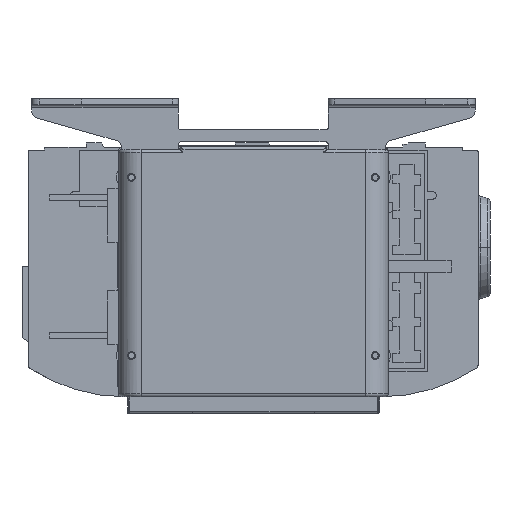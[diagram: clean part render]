
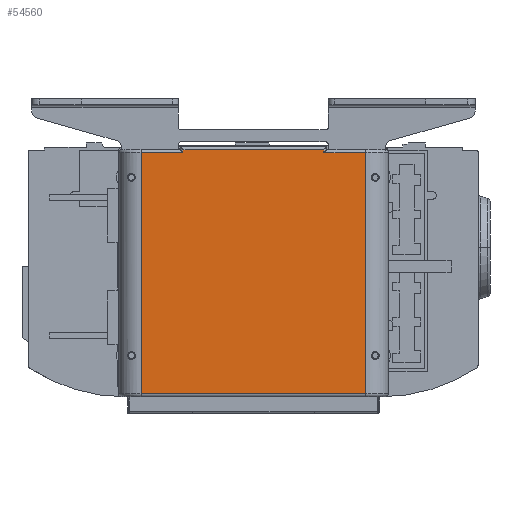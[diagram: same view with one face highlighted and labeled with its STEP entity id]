
A CAD part, left-side view. The second image highlights one B-rep face of the part: STEP entity #54560.
In plain terms, the highlighted face is planar.
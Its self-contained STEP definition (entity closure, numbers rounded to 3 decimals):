
#54013=DIRECTION('',(0.,0.,-1.));
#54014=VECTOR('',#54013,150.);
#54015=CARTESIAN_POINT('',(15.,85.,75.));
#54016=LINE('',#54015,#54014);
#54017=DIRECTION('',(0.,1.,0.));
#54018=VECTOR('',#54017,161.);
#54019=CARTESIAN_POINT('',(15.,-76.,-75.));
#54020=LINE('',#54019,#54018);
#54021=DIRECTION('',(0.,0.,1.));
#54022=VECTOR('',#54021,28.);
#54023=CARTESIAN_POINT('',(15.,-76.,-75.));
#54024=LINE('',#54023,#54022);
#54025=DIRECTION('',(0.,1.,0.));
#54026=VECTOR('',#54025,2.);
#54027=CARTESIAN_POINT('',(15.,-78.,-47.));
#54028=LINE('',#54027,#54026);
#54029=DIRECTION('',(0.,0.,-1.));
#54030=VECTOR('',#54029,94.);
#54031=CARTESIAN_POINT('',(15.,-78.,47.));
#54032=LINE('',#54031,#54030);
#54033=DIRECTION('',(0.,-1.,0.));
#54034=VECTOR('',#54033,2.);
#54035=CARTESIAN_POINT('',(15.,-76.,47.));
#54036=LINE('',#54035,#54034);
#54037=DIRECTION('',(0.,0.,-1.));
#54038=VECTOR('',#54037,28.);
#54039=CARTESIAN_POINT('',(15.,-76.,75.));
#54040=LINE('',#54039,#54038);
#54041=DIRECTION('',(0.,-1.,0.));
#54042=VECTOR('',#54041,161.);
#54043=CARTESIAN_POINT('',(15.,85.,75.));
#54044=LINE('',#54043,#54042);
#54091=CARTESIAN_POINT('',(15.,85.,-75.));
#54092=VERTEX_POINT('',#54091);
#54097=CARTESIAN_POINT('',(15.,85.,75.));
#54098=VERTEX_POINT('',#54097);
#54107=CARTESIAN_POINT('',(15.,-76.,75.));
#54108=VERTEX_POINT('',#54107);
#54113=CARTESIAN_POINT('',(15.,-76.,47.));
#54114=VERTEX_POINT('',#54113);
#54117=CARTESIAN_POINT('',(15.,-78.,47.));
#54118=VERTEX_POINT('',#54117);
#54121=CARTESIAN_POINT('',(15.,-78.,-47.));
#54122=VERTEX_POINT('',#54121);
#54125=CARTESIAN_POINT('',(15.,-76.,-47.));
#54126=VERTEX_POINT('',#54125);
#54133=CARTESIAN_POINT('',(15.,-76.,-75.));
#54134=VERTEX_POINT('',#54133);
#54543=CARTESIAN_POINT('',(15.,0.,0.));
#54544=DIRECTION('',(1.,0.,0.));
#54545=DIRECTION('',(0.,0.,-1.));
#54546=AXIS2_PLACEMENT_3D('',#54543,#54544,#54545);
#54547=PLANE('',#54546);
#54549=ORIENTED_EDGE('',*,*,#54548,.T.);
#54550=ORIENTED_EDGE('',*,*,#54321,.F.);
#54552=ORIENTED_EDGE('',*,*,#54551,.T.);
#54553=ORIENTED_EDGE('',*,*,#54440,.F.);
#54554=ORIENTED_EDGE('',*,*,#54456,.F.);
#54555=ORIENTED_EDGE('',*,*,#54497,.F.);
#54556=ORIENTED_EDGE('',*,*,#54512,.F.);
#54557=ORIENTED_EDGE('',*,*,#54213,.F.);
#54558=EDGE_LOOP('',(#54549,#54550,#54552,#54553,#54554,#54555,#54556,#54557));
#54559=FACE_OUTER_BOUND('',#54558,.F.);
#54213=EDGE_CURVE('',#54098,#54108,#54044,.T.);
#54321=EDGE_CURVE('',#54134,#54092,#54020,.T.);
#54440=EDGE_CURVE('',#54122,#54126,#54028,.T.);
#54456=EDGE_CURVE('',#54118,#54122,#54032,.T.);
#54497=EDGE_CURVE('',#54114,#54118,#54036,.T.);
#54512=EDGE_CURVE('',#54108,#54114,#54040,.T.);
#54548=EDGE_CURVE('',#54098,#54092,#54016,.T.);
#54551=EDGE_CURVE('',#54134,#54126,#54024,.T.);
#54560=ADVANCED_FACE('',(#54559),#54547,.T.);
